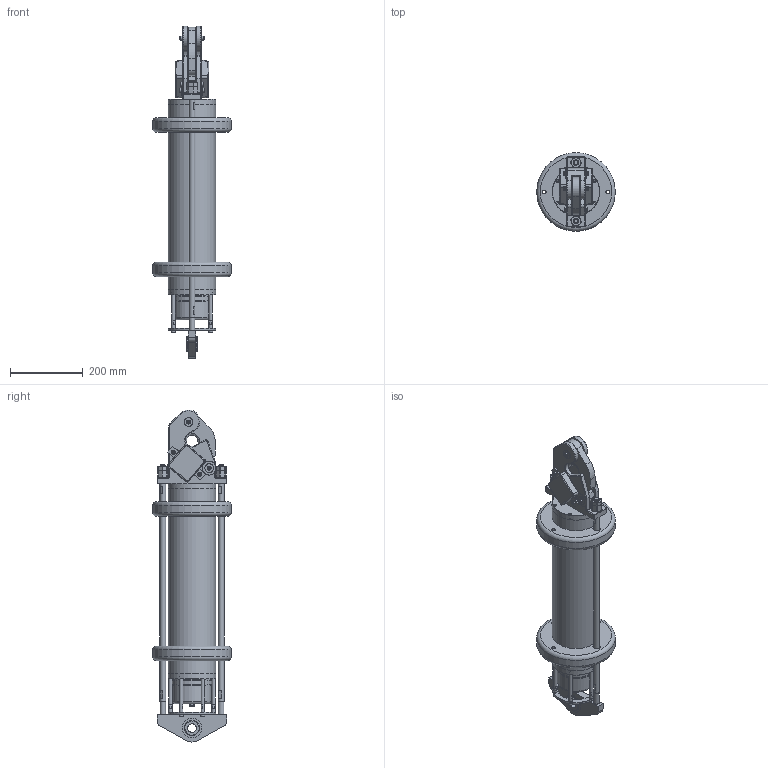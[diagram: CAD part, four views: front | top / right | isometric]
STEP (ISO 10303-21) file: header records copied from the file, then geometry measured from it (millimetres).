
FILE_DESCRIPTION (( 'STEP AP214' ), '1' );
FILE_NAME ('PAA00448-A.STEP', '2021-10-29T09:05:02', ( '' ), ( '' ), 'SwSTEP 2.0', 'SolidWorks 2018', '' );
FILE_SCHEMA (( 'AUTOMOTIVE_DESIGN' ));
Length unit declared in the file: millimetre
Products named in the file (2): PAA00448-A
Bounding box: 215 x 215 x 910.21 mm (x, y, z)
Volume: 10987945.4 mm3; surface area: 851780.9 mm2
Topology: 16 solids, 45 shells, 1319 faces, 3200 edges, 2046 vertices
Faces by surface type: plane 641, cylinder 298, bspline 188, cone 112, torus 80
Full cylindrical faces by diameter (mm): 4.8 x1, 4.9 x10, 5 x6, 6 x15, 6.2 x4, 6.5 x6, 7 x6, 7.3 x1, 8 x6, 8.4 x14, 9.5 x6, 10 x6, 10.5 x2, 11 x14, 11.5 x1, 12 x3, 12.1 x3, 12.7 x2, 13 x2, 13.4 x2, 13.5 x2, 14 x1, 15 x6, 15.5 x4, 19 x3, 19.1 x3, 19.2 x4, 20 x4, 21 x2, 23.7 x1
Entity records: 58032 total; most frequent: CARTESIAN_POINT 15687, ORIENTED_EDGE 5456, DIRECTION 5292, EDGE_CURVE 2728, AXIS2_PLACEMENT_3D 1963, VERTEX_POINT 1878, EDGE_LOOP 1790, FACE_OUTER_BOUND 1506
